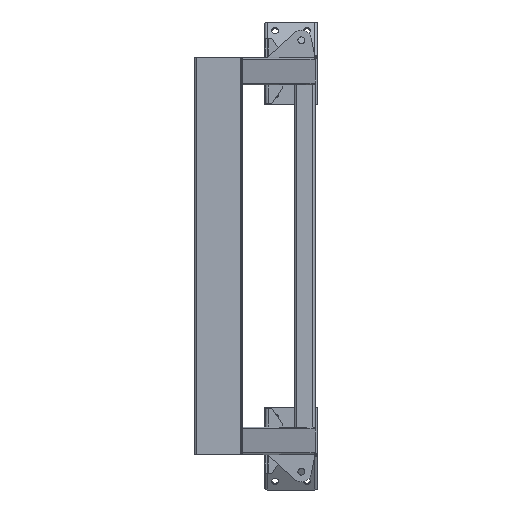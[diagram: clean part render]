
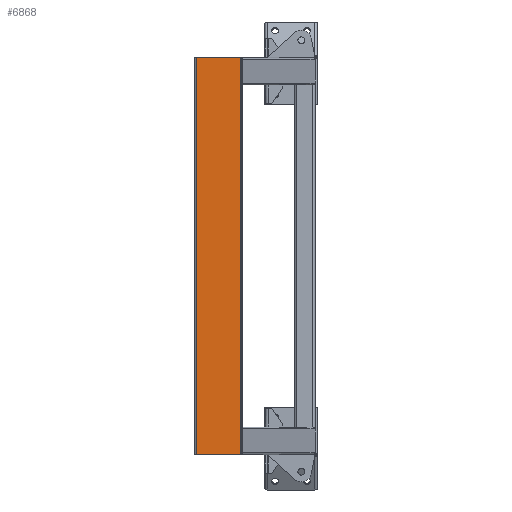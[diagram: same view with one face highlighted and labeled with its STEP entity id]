
A CAD part, left-side view. The second image highlights one B-rep face of the part: STEP entity #6868.
In plain terms, the highlighted planar face has unit normal (-1, 0, 0).
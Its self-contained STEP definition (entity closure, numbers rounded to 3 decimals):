
#6462=DIRECTION('',(0.,-1.,0.));
#6463=VECTOR('',#6462,65.);
#6464=CARTESIAN_POINT('',(-246.577,138.155,-290.));
#6465=LINE('',#6464,#6463);
#6523=DIRECTION('',(0.,0.,-1.));
#6524=VECTOR('',#6523,580.);
#6525=CARTESIAN_POINT('',(-246.577,138.155,290.));
#6526=LINE('',#6525,#6524);
#6535=DIRECTION('',(0.,0.,1.));
#6536=VECTOR('',#6535,580.);
#6537=CARTESIAN_POINT('',(-246.577,73.155,-290.));
#6538=LINE('',#6537,#6536);
#6570=DIRECTION('',(0.,1.,0.));
#6571=VECTOR('',#6570,65.);
#6572=CARTESIAN_POINT('',(-246.577,73.155,290.));
#6573=LINE('',#6572,#6571);
#6648=CARTESIAN_POINT('',(-246.577,138.155,-290.));
#6649=VERTEX_POINT('',#6648);
#6650=CARTESIAN_POINT('',(-246.577,73.155,-290.));
#6651=VERTEX_POINT('',#6650);
#6664=CARTESIAN_POINT('',(-246.577,138.155,290.));
#6665=VERTEX_POINT('',#6664);
#6666=CARTESIAN_POINT('',(-246.577,73.155,290.));
#6667=VERTEX_POINT('',#6666);
#6790=EDGE_CURVE('',#6649,#6651,#6465,.T.);
#6846=EDGE_CURVE('',#6665,#6649,#6526,.T.);
#6855=CARTESIAN_POINT('',(-246.577,138.155,290.));
#6856=DIRECTION('',(-1.,0.,0.));
#6857=DIRECTION('',(0.,-1.,0.));
#6858=AXIS2_PLACEMENT_3D('',#6855,#6856,#6857);
#6859=PLANE('',#6858);
#6860=EDGE_CURVE('',#6651,#6667,#6538,.T.);
#6861=ORIENTED_EDGE('',*,*,#6860,.F.);
#6862=ORIENTED_EDGE('',*,*,#6790,.F.);
#6863=ORIENTED_EDGE('',*,*,#6846,.F.);
#6864=EDGE_CURVE('',#6667,#6665,#6573,.T.);
#6865=ORIENTED_EDGE('',*,*,#6864,.F.);
#6866=EDGE_LOOP('',(#6861,#6862,#6863,#6865));
#6867=FACE_OUTER_BOUND('',#6866,.F.);
#6868=ADVANCED_FACE('',(#6867),#6859,.T.);
